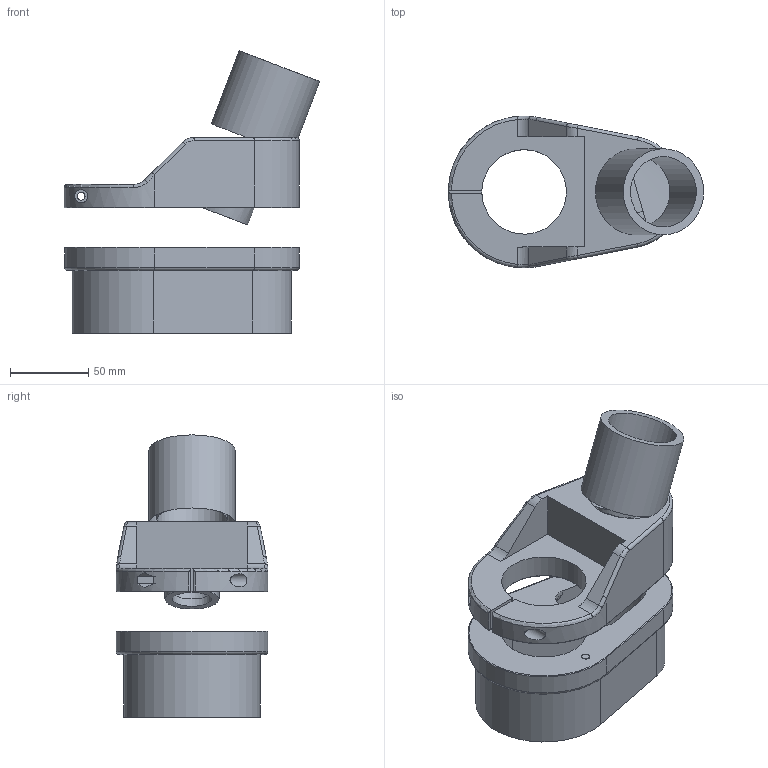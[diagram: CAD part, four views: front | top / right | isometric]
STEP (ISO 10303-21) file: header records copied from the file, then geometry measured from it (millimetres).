
FILE_DESCRIPTION(/* description */ (''),/* implementation_level */ '2;1');
FILE_NAME(/* name */ 'Vacuum_Cleaner_Holder_1.5kW_Spindle.step',/* time_stamp */ '2021-05-23T13:24:55+02:00',/* author */ (''),/* organization */ (''),/* preprocessor_version */ 'ST-DEVELOPER v18.1',/* originating_system */ 'Autodesk Translation Framework v10.6.0.1341',/* authorisation */ '');
FILE_SCHEMA (('AUTOMOTIVE_DESIGN { 1 0 10303 214 3 1 1 }'));
Length unit declared in the file: millimetre
Products named in the file (9): NEU_gespiegelt_ZNeu; Portal; Z-Achse; Spindelhalter; Spindel (1); Staubsauger v1; Sauger; Absaugung_Oberteil; Absaugung_Unterteil
Assembly tree (8 placements, depth 7):
  NEU_gespiegelt_ZNeu
    Portal
      Z-Achse
        Spindelhalter
          Spindel (1)
            Staubsauger v1
              Sauger
            Absaugung_Oberteil
            Absaugung_Unterteil
Bounding box: 163.22 x 96.99 x 180.38 mm (x, y, z)
Volume: 471092.9 mm3; surface area: 136709.2 mm2
Topology: 10 solids, 10 shells, 161 faces, 349 edges, 215 vertices
Faces by surface type: cylinder 65, plane 60, torus 18, bspline 12, cone 6
Full cylindrical faces by diameter (mm): 5 x8, 5.5 x6, 8.5 x1, 24.828 x1, 45 x1, 54.4 x1, 55 x1
Entity records: 5076 total; most frequent: CARTESIAN_POINT 1204, DIRECTION 841, ORIENTED_EDGE 694, EDGE_CURVE 347, AXIS2_PLACEMENT_3D 346, VERTEX_POINT 215, EDGE_LOOP 184, FACE_OUTER_BOUND 161
